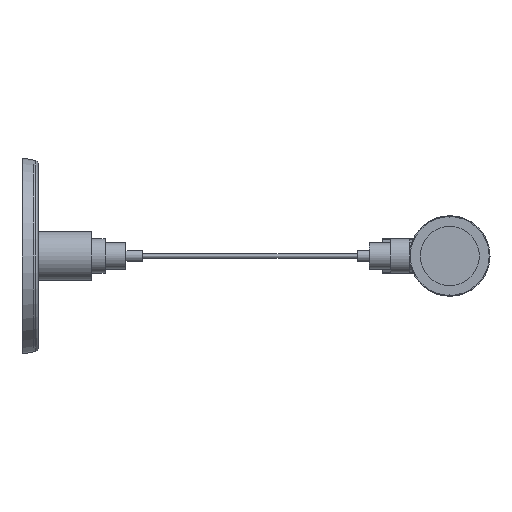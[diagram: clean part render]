
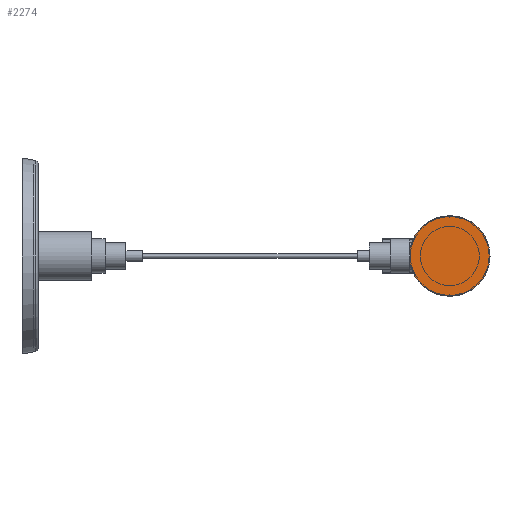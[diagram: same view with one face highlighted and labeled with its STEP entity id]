
A CAD part, left-side view. The second image highlights one B-rep face of the part: STEP entity #2274.
In plain terms, the highlighted planar face has unit normal (-1, 0, 0).
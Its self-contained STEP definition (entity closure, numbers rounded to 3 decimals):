
#276 = ORIENTED_EDGE ( 'NONE', *, *, #6370, .F. ) ;
#745 = CARTESIAN_POINT ( 'NONE',  ( -740.813, -50.349, 16.124 ) ) ;
#1878 = PLANE ( 'NONE',  #2949 ) ;
#2274 = ADVANCED_FACE ( 'NONE', ( #4485 ), #1878, .F. ) ;
#2360 = AXIS2_PLACEMENT_3D ( 'NONE', #3203, #7040, #3760 ) ;
#2873 = VERTEX_POINT ( 'NONE', #745 ) ;
#2949 = AXIS2_PLACEMENT_3D ( 'NONE', #3053, #6263, #6643 ) ;
#3053 = CARTESIAN_POINT ( 'NONE',  ( -740.813, -50.349, 1.124 ) ) ;
#3203 = CARTESIAN_POINT ( 'NONE',  ( -740.813, -50.349, 1.124 ) ) ;
#3460 = EDGE_LOOP ( 'NONE', ( #276 ) ) ;
#3477 = CIRCLE ( 'NONE', #2360, 15. ) ;
#3760 = DIRECTION ( 'NONE',  ( 0., 0., 1. ) ) ;
#4485 = FACE_OUTER_BOUND ( 'NONE', #3460, .T. ) ;
#6263 = DIRECTION ( 'NONE',  ( 1., 0., 0. ) ) ;
#6370 = EDGE_CURVE ( 'NONE', #2873, #2873, #3477, .T. ) ;
#6643 = DIRECTION ( 'NONE',  ( 0., 0., 1. ) ) ;
#7040 = DIRECTION ( 'NONE',  ( 1., 0., 0. ) ) ;
